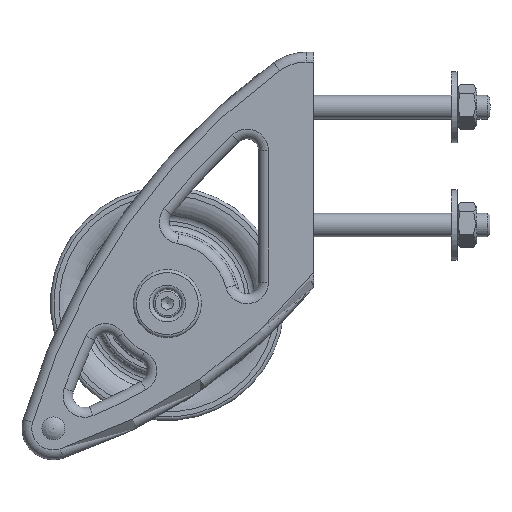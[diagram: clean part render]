
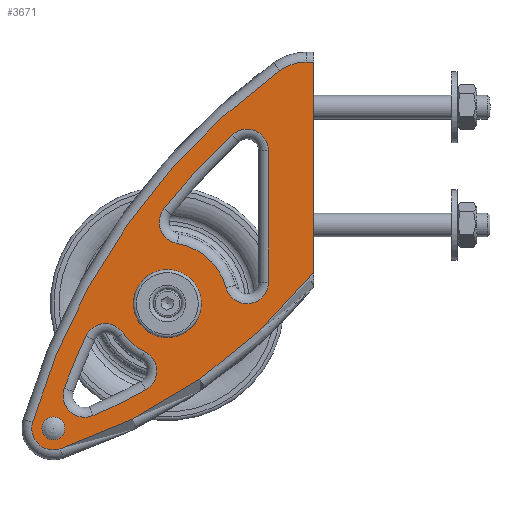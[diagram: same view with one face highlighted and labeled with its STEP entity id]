
A CAD part, left-side view. The second image highlights one B-rep face of the part: STEP entity #3671.
In plain terms, the highlighted planar face has unit normal (-1, 0, 0).
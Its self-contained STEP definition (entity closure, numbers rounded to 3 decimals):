
#247=FACE_BOUND('',#540,.T.);
#248=FACE_BOUND('',#541,.T.);
#249=FACE_BOUND('',#542,.T.);
#250=FACE_BOUND('',#543,.T.);
#295=FACE_OUTER_BOUND('',#539,.T.);
#539=EDGE_LOOP('',(#2440,#2441,#2442,#2443,#2444,#2445));
#540=EDGE_LOOP('',(#2446,#2447,#2448,#2449,#2450,#2451));
#541=EDGE_LOOP('',(#2452,#2453,#2454,#2455,#2456,#2457));
#542=EDGE_LOOP('',(#2458));
#543=EDGE_LOOP('',(#2459));
#831=CIRCLE('',#3938,11.5);
#832=CIRCLE('',#3939,168.5);
#833=CIRCLE('',#3940,5.5);
#834=CIRCLE('',#3941,137.5);
#835=CIRCLE('',#3942,5.5);
#836=CIRCLE('',#3943,15.5);
#837=CIRCLE('',#3944,5.5);
#838=CIRCLE('',#3945,163.5);
#839=CIRCLE('',#3946,5.5);
#840=CIRCLE('',#3947,132.5);
#841=CIRCLE('',#3948,5.5);
#842=CIRCLE('',#3949,163.5);
#843=CIRCLE('',#3950,5.5);
#844=CIRCLE('',#3951,13.5);
#845=CIRCLE('',#3952,5.5);
#846=CIRCLE('',#3953,8.65);
#847=CIRCLE('',#3954,2.527);
#1138=LINE('',#5780,#1322);
#1139=LINE('',#5782,#1323);
#1140=LINE('',#5801,#1324);
#1322=VECTOR('',#4492,10.);
#1323=VECTOR('',#4493,10.);
#1324=VECTOR('',#4512,10.);
#1506=VERTEX_POINT('',#5778);
#1507=VERTEX_POINT('',#5779);
#1508=VERTEX_POINT('',#5781);
#1509=VERTEX_POINT('',#5783);
#1510=VERTEX_POINT('',#5785);
#1511=VERTEX_POINT('',#5787);
#1512=VERTEX_POINT('',#5790);
#1513=VERTEX_POINT('',#5791);
#1514=VERTEX_POINT('',#5793);
#1515=VERTEX_POINT('',#5795);
#1516=VERTEX_POINT('',#5797);
#1517=VERTEX_POINT('',#5799);
#1518=VERTEX_POINT('',#5802);
#1519=VERTEX_POINT('',#5803);
#1520=VERTEX_POINT('',#5805);
#1521=VERTEX_POINT('',#5807);
#1522=VERTEX_POINT('',#5809);
#1523=VERTEX_POINT('',#5811);
#1524=VERTEX_POINT('',#5814);
#1525=VERTEX_POINT('',#5816);
#1870=EDGE_CURVE('',#1506,#1507,#1138,.T.);
#1871=EDGE_CURVE('',#1508,#1506,#1139,.T.);
#1872=EDGE_CURVE('',#1509,#1508,#831,.T.);
#1873=EDGE_CURVE('',#1510,#1509,#832,.T.);
#1874=EDGE_CURVE('',#1511,#1510,#833,.T.);
#1875=EDGE_CURVE('',#1507,#1511,#834,.T.);
#1876=EDGE_CURVE('',#1512,#1513,#835,.T.);
#1877=EDGE_CURVE('',#1514,#1512,#836,.T.);
#1878=EDGE_CURVE('',#1515,#1514,#837,.T.);
#1879=EDGE_CURVE('',#1516,#1515,#838,.T.);
#1880=EDGE_CURVE('',#1517,#1516,#839,.T.);
#1881=EDGE_CURVE('',#1513,#1517,#1140,.T.);
#1882=EDGE_CURVE('',#1518,#1519,#840,.T.);
#1883=EDGE_CURVE('',#1520,#1518,#841,.T.);
#1884=EDGE_CURVE('',#1521,#1520,#842,.T.);
#1885=EDGE_CURVE('',#1522,#1521,#843,.T.);
#1886=EDGE_CURVE('',#1523,#1522,#844,.T.);
#1887=EDGE_CURVE('',#1519,#1523,#845,.T.);
#1888=EDGE_CURVE('',#1524,#1524,#846,.T.);
#1889=EDGE_CURVE('',#1525,#1525,#847,.T.);
#2440=ORIENTED_EDGE('',*,*,#1870,.F.);
#2441=ORIENTED_EDGE('',*,*,#1871,.F.);
#2442=ORIENTED_EDGE('',*,*,#1872,.F.);
#2443=ORIENTED_EDGE('',*,*,#1873,.F.);
#2444=ORIENTED_EDGE('',*,*,#1874,.F.);
#2445=ORIENTED_EDGE('',*,*,#1875,.F.);
#2446=ORIENTED_EDGE('',*,*,#1876,.F.);
#2447=ORIENTED_EDGE('',*,*,#1877,.F.);
#2448=ORIENTED_EDGE('',*,*,#1878,.F.);
#2449=ORIENTED_EDGE('',*,*,#1879,.F.);
#2450=ORIENTED_EDGE('',*,*,#1880,.F.);
#2451=ORIENTED_EDGE('',*,*,#1881,.F.);
#2452=ORIENTED_EDGE('',*,*,#1882,.F.);
#2453=ORIENTED_EDGE('',*,*,#1883,.F.);
#2454=ORIENTED_EDGE('',*,*,#1884,.F.);
#2455=ORIENTED_EDGE('',*,*,#1885,.F.);
#2456=ORIENTED_EDGE('',*,*,#1886,.F.);
#2457=ORIENTED_EDGE('',*,*,#1887,.F.);
#2458=ORIENTED_EDGE('',*,*,#1888,.F.);
#2459=ORIENTED_EDGE('',*,*,#1889,.F.);
#3580=PLANE('',#3937);
#3671=ADVANCED_FACE('',(#295,#247,#248,#249,#250),#3580,.T.);
#3937=AXIS2_PLACEMENT_3D('',#5777,#4490,#4491);
#3938=AXIS2_PLACEMENT_3D('',#5784,#4494,#4495);
#3939=AXIS2_PLACEMENT_3D('',#5786,#4496,#4497);
#3940=AXIS2_PLACEMENT_3D('',#5788,#4498,#4499);
#3941=AXIS2_PLACEMENT_3D('',#5789,#4500,#4501);
#3942=AXIS2_PLACEMENT_3D('',#5792,#4502,#4503);
#3943=AXIS2_PLACEMENT_3D('',#5794,#4504,#4505);
#3944=AXIS2_PLACEMENT_3D('',#5796,#4506,#4507);
#3945=AXIS2_PLACEMENT_3D('',#5798,#4508,#4509);
#3946=AXIS2_PLACEMENT_3D('',#5800,#4510,#4511);
#3947=AXIS2_PLACEMENT_3D('',#5804,#4513,#4514);
#3948=AXIS2_PLACEMENT_3D('',#5806,#4515,#4516);
#3949=AXIS2_PLACEMENT_3D('',#5808,#4517,#4518);
#3950=AXIS2_PLACEMENT_3D('',#5810,#4519,#4520);
#3951=AXIS2_PLACEMENT_3D('',#5812,#4521,#4522);
#3952=AXIS2_PLACEMENT_3D('',#5813,#4523,#4524);
#3953=AXIS2_PLACEMENT_3D('',#5815,#4525,#4526);
#3954=AXIS2_PLACEMENT_3D('',#5817,#4527,#4528);
#4490=DIRECTION('center_axis',(-1.,0.,0.));
#4491=DIRECTION('ref_axis',(0.,1.,0.));
#4492=DIRECTION('',(0.,0.,-1.));
#4493=DIRECTION('',(0.,-1.,0.));
#4494=DIRECTION('center_axis',(1.,0.,0.));
#4495=DIRECTION('ref_axis',(0.,0.309,0.951));
#4496=DIRECTION('center_axis',(1.,0.,0.));
#4497=DIRECTION('ref_axis',(0.,0.818,0.575));
#4498=DIRECTION('center_axis',(1.,0.,0.));
#4499=DIRECTION('ref_axis',(0.,0.694,-0.72));
#4500=DIRECTION('center_axis',(1.,0.,0.));
#4501=DIRECTION('ref_axis',(0.,-0.56,-0.829));
#4502=DIRECTION('center_axis',(-1.,0.,0.));
#4503=DIRECTION('ref_axis',(0.,-0.132,-0.991));
#4504=DIRECTION('center_axis',(1.,0.,0.));
#4505=DIRECTION('ref_axis',(0.,-0.671,0.741));
#4506=DIRECTION('center_axis',(-1.,0.,0.));
#4507=DIRECTION('ref_axis',(0.,0.933,-0.361));
#4508=DIRECTION('center_axis',(-1.,0.,0.));
#4509=DIRECTION('ref_axis',(0.,0.735,0.678));
#4510=DIRECTION('center_axis',(-1.,0.,0.));
#4511=DIRECTION('ref_axis',(0.,-0.401,0.916));
#4512=DIRECTION('',(0.,0.,1.));
#4513=DIRECTION('center_axis',(-1.,0.,0.));
#4514=DIRECTION('ref_axis',(0.,-0.439,-0.899));
#4515=DIRECTION('center_axis',(-1.,0.,0.));
#4516=DIRECTION('ref_axis',(0.,0.689,-0.725));
#4517=DIRECTION('center_axis',(-1.,0.,0.));
#4518=DIRECTION('ref_axis',(0.,0.925,0.38));
#4519=DIRECTION('center_axis',(-1.,0.,0.));
#4520=DIRECTION('ref_axis',(0.,0.079,0.997));
#4521=DIRECTION('center_axis',(1.,0.,0.));
#4522=DIRECTION('ref_axis',(0.,0.653,-0.757));
#4523=DIRECTION('center_axis',(-1.,0.,0.));
#4524=DIRECTION('ref_axis',(0.,-0.999,0.033));
#4525=DIRECTION('center_axis',(-1.,0.,0.));
#4526=DIRECTION('ref_axis',(0.,0.707,0.707));
#4527=DIRECTION('center_axis',(-1.,0.,0.));
#4528=DIRECTION('ref_axis',(0.,0.,-1.));
#5777=CARTESIAN_POINT('Origin',(-11.,188.5,0.));
#5778=CARTESIAN_POINT('',(-11.,0.,61.5));
#5779=CARTESIAN_POINT('',(-11.,0.,7.957));
#5780=CARTESIAN_POINT('',(-11.,0.,0.));
#5781=CARTESIAN_POINT('',(-11.,1.948,61.5));
#5782=CARTESIAN_POINT('',(-11.,94.25,61.5));
#5783=CARTESIAN_POINT('',(-11.,8.706,59.305));
#5784=CARTESIAN_POINT('Origin',(-11.,1.948,50.));
#5785=CARTESIAN_POINT('',(-11.,71.555,-30.221));
#5786=CARTESIAN_POINT('Origin',(-11.,-90.312,-77.032));
#5787=CARTESIAN_POINT('',(-11.,64.552,-36.973));
#5788=CARTESIAN_POINT('Origin',(-11.,66.272,-31.749));
#5789=CARTESIAN_POINT('Origin',(-11.,107.545,93.633));
#5790=CARTESIAN_POINT('',(-11.,22.309,4.046));
#5791=CARTESIAN_POINT('',(-11.,11.5,5.481));
#5792=CARTESIAN_POINT('Origin',(-11.,17.,5.481));
#5793=CARTESIAN_POINT('',(-11.,34.726,15.29));
#5794=CARTESIAN_POINT('Origin',(-11.,37.272,0.));
#5795=CARTESIAN_POINT('',(-11.,38.144,24.117));
#5796=CARTESIAN_POINT('Origin',(-11.,33.823,20.715));
#5797=CARTESIAN_POINT('',(-11.,20.736,42.971));
#5798=CARTESIAN_POINT('Origin',(-11.,-90.312,-77.032));
#5799=CARTESIAN_POINT('',(-11.,11.5,38.934));
#5800=CARTESIAN_POINT('Origin',(-11.,17.,38.934));
#5801=CARTESIAN_POINT('',(-11.,11.5,0.));
#5802=CARTESIAN_POINT('',(-11.,56.19,-28.51));
#5803=CARTESIAN_POINT('',(-11.,42.759,-21.948));
#5804=CARTESIAN_POINT('Origin',(-11.,107.545,93.633));
#5805=CARTESIAN_POINT('',(-11.,63.495,-21.574));
#5806=CARTESIAN_POINT('Origin',(-11.,58.321,-23.44));
#5807=CARTESIAN_POINT('',(-11.,58.032,-8.285));
#5808=CARTESIAN_POINT('Origin',(-11.,-90.312,-77.032));
#5809=CARTESIAN_POINT('',(-11.,48.477,-7.53));
#5810=CARTESIAN_POINT('Origin',(-11.,53.042,-10.597));
#5811=CARTESIAN_POINT('',(-11.,43.082,-12.186));
#5812=CARTESIAN_POINT('Origin',(-11.,37.272,0.));
#5813=CARTESIAN_POINT('Origin',(-11.,45.448,-17.151));
#5814=CARTESIAN_POINT('',(-11.,31.156,-6.116));
#5815=CARTESIAN_POINT('Origin',(-11.,37.272,0.));
#5816=CARTESIAN_POINT('',(-11.,66.272,-34.276));
#5817=CARTESIAN_POINT('Origin',(-11.,66.272,-31.749));
